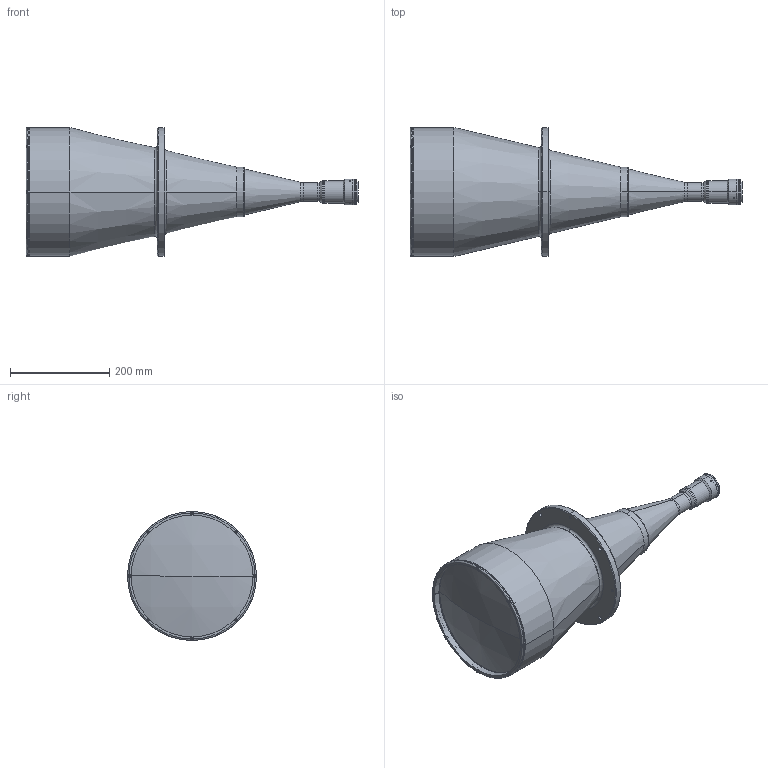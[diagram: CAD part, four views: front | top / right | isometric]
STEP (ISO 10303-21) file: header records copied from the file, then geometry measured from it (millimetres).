
FILE_DESCRIPTION (( 'STEP AP203' ), '1' );
FILE_NAME ('DP32130-A_TC4MHRP192-J.step', '2022-06-13T10:51:39', ( '' ), ( '' ), 'SwSTEP 2.0', 'SolidWorks 2021', '' );
FILE_SCHEMA (( 'CONFIG_CONTROL_DESIGN' ));
Length unit declared in the file: millimetre
Products named in the file (1): DP32130-A_TC4MHRP192-J
Bounding box: 669.79 x 260 x 260 mm (x, y, z)
Surface area: 461046.8 mm2 (no closed solid volume)
Topology: 0 solids, 31 shells, 189 faces, 623 edges, 450 vertices
Faces by surface type: cylinder 92, plane 41, torus 36, cone 18, sphere 2
Entity records: 7458 total; most frequent: CARTESIAN_POINT 1771, DIRECTION 1295, ORIENTED_EDGE 940, EDGE_CURVE 623, AXIS2_PLACEMENT_3D 514, VERTEX_POINT 450, CIRCLE 324, VECTOR 267
